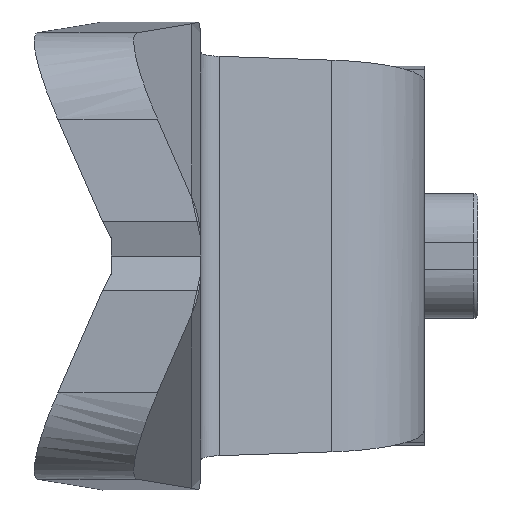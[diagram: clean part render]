
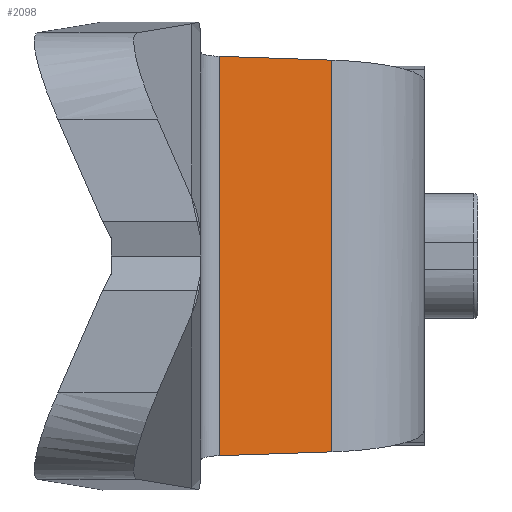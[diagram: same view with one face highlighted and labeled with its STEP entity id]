
A CAD part, left-side view. The second image highlights one B-rep face of the part: STEP entity #2098.
In plain terms, the highlighted free-form (B-spline) face has degree [1, 1] with [2, 2] control points.
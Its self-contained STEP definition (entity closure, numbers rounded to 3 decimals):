
#613=CARTESIAN_POINT('',(-18.164,-9.868,8.762));
#614=VERTEX_POINT('',#613);
#630=CARTESIAN_POINT('',(-18.164,-9.868,-8.762));
#631=VERTEX_POINT('',#630);
#632=CARTESIAN_POINT('',(-18.164,-9.868,-8.762));
#633=CARTESIAN_POINT('',(-18.164,-9.868,8.762));
#634=QUASI_UNIFORM_CURVE('',1,(#632,#633),.UNSPECIFIED.,.F.,.U.);
#635=EDGE_CURVE('',#631,#614,#634,.T.);
#676=CARTESIAN_POINT('',(-19.053,-4.826,8.933));
#677=VERTEX_POINT('',#676);
#698=CARTESIAN_POINT('',(-19.053,-4.826,-8.933));
#699=VERTEX_POINT('',#698);
#713=CARTESIAN_POINT('',(-19.053,-4.826,8.933));
#714=CARTESIAN_POINT('',(-19.053,-4.826,-8.933));
#715=QUASI_UNIFORM_CURVE('',1,(#713,#714),.UNSPECIFIED.,.F.,.U.);
#716=EDGE_CURVE('',#677,#699,#715,.T.);
#1695=CARTESIAN_POINT('',(-19.053,-4.826,-8.933));
#1696=CARTESIAN_POINT('',(-18.164,-9.868,-8.762));
#1697=QUASI_UNIFORM_CURVE('',1,(#1695,#1696),.UNSPECIFIED.,.F.,.U.);
#1698=EDGE_CURVE('',#699,#631,#1697,.T.);
#1737=CARTESIAN_POINT('',(-18.164,-9.868,8.762));
#1738=CARTESIAN_POINT('',(-19.053,-4.826,8.933));
#1739=QUASI_UNIFORM_CURVE('',1,(#1737,#1738),.UNSPECIFIED.,.F.,.U.);
#1740=EDGE_CURVE('',#614,#677,#1739,.T.);
#2087=CARTESIAN_POINT('',(-19.097,-4.575,-9.826));
#2088=CARTESIAN_POINT('',(-18.119,-10.12,-9.826));
#2089=CARTESIAN_POINT('',(-19.097,-4.575,9.826));
#2090=CARTESIAN_POINT('',(-18.119,-10.12,9.826));
#2091=B_SPLINE_SURFACE_WITH_KNOTS('',1,1,((#2087,#2089),(#2088,#2090)),.UNSPECIFIED.,.F.,.F.,.U.,(2,2),(2,2),(0.0,5.631),(0.0,19.651),.UNSPECIFIED.);
#2092=ORIENTED_EDGE('',*,*,#1698,.T.);
#2093=ORIENTED_EDGE('',*,*,#635,.T.);
#2094=ORIENTED_EDGE('',*,*,#1740,.T.);
#2095=ORIENTED_EDGE('',*,*,#716,.T.);
#2096=EDGE_LOOP('',(#2092,#2093,#2094,#2095));
#2097=FACE_OUTER_BOUND('',#2096,.T.);
#2098=ADVANCED_FACE('',(#2097),#2091,.T.);
